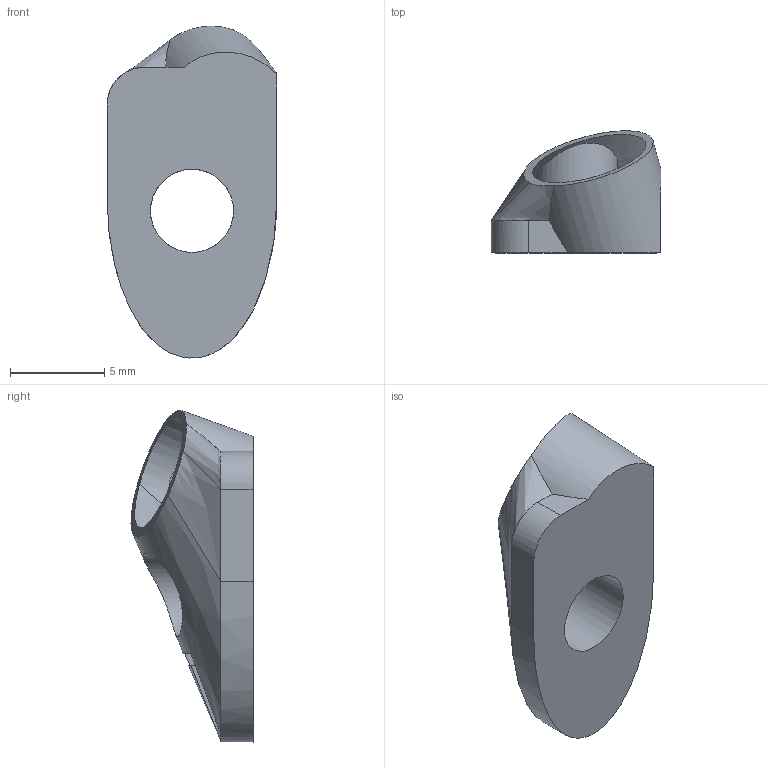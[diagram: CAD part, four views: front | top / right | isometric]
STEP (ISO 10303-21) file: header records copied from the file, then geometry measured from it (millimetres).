
FILE_DESCRIPTION(/* description */ (''),/* implementation_level */ '2;1');
FILE_NAME(/* name */ 'Carriege Front Bolt Holder L.step',/* time_stamp */ '2023-05-10T22:56:56-07:00',/* author */ (''),/* organization */ (''),/* preprocessor_version */ 'ST-DEVELOPER v19.2',/* originating_system */ 'Autodesk Translation Framework v12.4.0.73',/* authorisation */ '');
FILE_SCHEMA (('AUTOMOTIVE_DESIGN { 1 0 10303 214 3 1 1 }'));
Length unit declared in the file: millimetre
Products named in the file (1): Carriege Front Bolt Holder L
Bounding box: 9 x 6.46 x 17.58 mm (x, y, z)
Volume: 390.8 mm3; surface area: 485.9 mm2
Topology: 1 solids, 1 shells, 22 faces, 53 edges, 35 vertices
Faces by surface type: plane 13, cylinder 4, bspline 4, cone 1
Full cylindrical faces by diameter (mm): 2.6 x1, 4.4 x1
Entity records: 1027 total; most frequent: CARTESIAN_POINT 496, ORIENTED_EDGE 106, DIRECTION 87, EDGE_CURVE 53, VERTEX_POINT 35, AXIS2_PLACEMENT_3D 30, LINE 27, VECTOR 27
